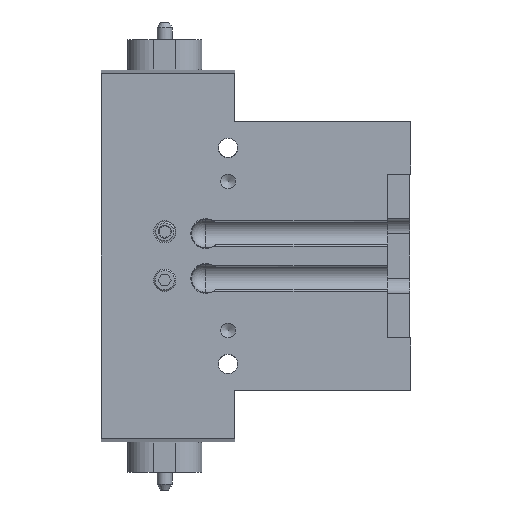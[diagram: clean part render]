
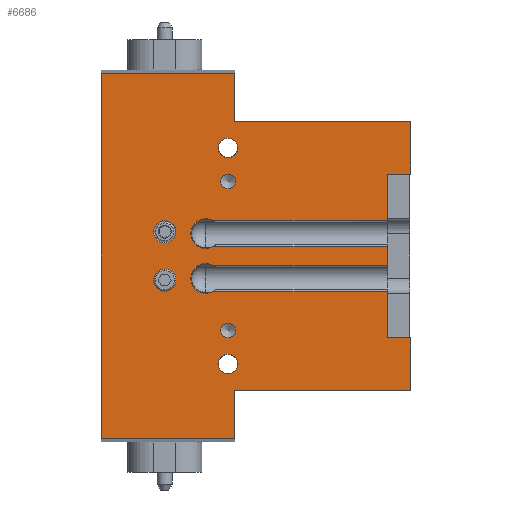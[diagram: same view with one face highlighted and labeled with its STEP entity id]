
A CAD part, left-side view. The second image highlights one B-rep face of the part: STEP entity #6686.
In plain terms, the highlighted planar face has unit normal (-1, 0, 0).
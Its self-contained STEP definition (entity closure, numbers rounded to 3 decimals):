
#347=CIRCLE('',#7092,1.5);
#348=CIRCLE('',#7093,1.5);
#349=CIRCLE('',#7094,1.);
#350=CIRCLE('',#7095,1.);
#351=CIRCLE('',#7096,1.3);
#352=CIRCLE('',#7097,1.3);
#353=CIRCLE('',#7098,2.);
#354=CIRCLE('',#7099,2.);
#784=ORIENTED_EDGE('',*,*,#2053,.F.);
#785=ORIENTED_EDGE('',*,*,#2054,.F.);
#786=ORIENTED_EDGE('',*,*,#2055,.F.);
#787=ORIENTED_EDGE('',*,*,#2056,.F.);
#788=ORIENTED_EDGE('',*,*,#2057,.F.);
#789=ORIENTED_EDGE('',*,*,#2058,.F.);
#790=ORIENTED_EDGE('',*,*,#1906,.T.);
#791=ORIENTED_EDGE('',*,*,#2059,.T.);
#792=ORIENTED_EDGE('',*,*,#2060,.T.);
#793=ORIENTED_EDGE('',*,*,#1978,.F.);
#794=ORIENTED_EDGE('',*,*,#2061,.F.);
#795=ORIENTED_EDGE('',*,*,#1947,.T.);
#796=ORIENTED_EDGE('',*,*,#2062,.T.);
#797=ORIENTED_EDGE('',*,*,#1909,.F.);
#798=ORIENTED_EDGE('',*,*,#2063,.F.);
#799=ORIENTED_EDGE('',*,*,#1943,.T.);
#800=ORIENTED_EDGE('',*,*,#2064,.T.);
#801=ORIENTED_EDGE('',*,*,#2065,.T.);
#802=ORIENTED_EDGE('',*,*,#1897,.T.);
#803=ORIENTED_EDGE('',*,*,#2066,.F.);
#804=ORIENTED_EDGE('',*,*,#2067,.T.);
#805=ORIENTED_EDGE('',*,*,#1812,.F.);
#806=ORIENTED_EDGE('',*,*,#2068,.F.);
#807=ORIENTED_EDGE('',*,*,#1822,.T.);
#808=ORIENTED_EDGE('',*,*,#2069,.T.);
#809=ORIENTED_EDGE('',*,*,#2070,.T.);
#1812=EDGE_CURVE('',#2463,#2460,#2935,.T.);
#1822=EDGE_CURVE('',#2474,#2473,#2938,.T.);
#1897=EDGE_CURVE('',#2537,#2543,#2976,.T.);
#1906=EDGE_CURVE('',#2553,#2552,#2979,.T.);
#1909=EDGE_CURVE('',#2555,#2556,#2982,.T.);
#1943=EDGE_CURVE('',#2582,#2581,#3005,.T.);
#1947=EDGE_CURVE('',#2586,#2585,#3007,.T.);
#1978=EDGE_CURVE('',#2609,#2610,#3029,.T.);
#2053=EDGE_CURVE('',#2667,#2667,#347,.F.);
#2054=EDGE_CURVE('',#2668,#2668,#348,.T.);
#2055=EDGE_CURVE('',#2669,#2669,#349,.T.);
#2056=EDGE_CURVE('',#2670,#2670,#350,.T.);
#2057=EDGE_CURVE('',#2671,#2671,#351,.T.);
#2058=EDGE_CURVE('',#2672,#2672,#352,.T.);
#2059=EDGE_CURVE('',#2552,#2673,#3078,.T.);
#2060=EDGE_CURVE('',#2673,#2610,#3079,.T.);
#2061=EDGE_CURVE('',#2586,#2609,#353,.T.);
#2062=EDGE_CURVE('',#2585,#2556,#3080,.T.);
#2063=EDGE_CURVE('',#2582,#2555,#354,.T.);
#2064=EDGE_CURVE('',#2581,#2674,#3081,.T.);
#2065=EDGE_CURVE('',#2674,#2537,#3082,.T.);
#2066=EDGE_CURVE('',#2675,#2543,#3083,.T.);
#2067=EDGE_CURVE('',#2675,#2460,#3084,.T.);
#2068=EDGE_CURVE('',#2474,#2463,#3085,.T.);
#2069=EDGE_CURVE('',#2473,#2676,#3086,.T.);
#2070=EDGE_CURVE('',#2676,#2553,#3087,.T.);
#2460=VERTEX_POINT('',#9019);
#2463=VERTEX_POINT('',#9024);
#2473=VERTEX_POINT('',#9061);
#2474=VERTEX_POINT('',#9063);
#2537=VERTEX_POINT('',#9262);
#2543=VERTEX_POINT('',#9274);
#2552=VERTEX_POINT('',#9293);
#2553=VERTEX_POINT('',#9295);
#2555=VERTEX_POINT('',#9301);
#2556=VERTEX_POINT('',#9302);
#2581=VERTEX_POINT('',#9389);
#2582=VERTEX_POINT('',#9391);
#2585=VERTEX_POINT('',#9402);
#2586=VERTEX_POINT('',#9404);
#2609=VERTEX_POINT('',#9487);
#2610=VERTEX_POINT('',#9488);
#2667=VERTEX_POINT('',#9693);
#2668=VERTEX_POINT('',#9695);
#2669=VERTEX_POINT('',#9697);
#2670=VERTEX_POINT('',#9699);
#2671=VERTEX_POINT('',#9701);
#2672=VERTEX_POINT('',#9703);
#2673=VERTEX_POINT('',#9705);
#2674=VERTEX_POINT('',#9711);
#2675=VERTEX_POINT('',#9714);
#2676=VERTEX_POINT('',#9718);
#2935=LINE('',#9025,#3327);
#2938=LINE('',#9062,#3330);
#2976=LINE('',#9275,#3368);
#2979=LINE('',#9294,#3371);
#2982=LINE('',#9300,#3374);
#3005=LINE('',#9390,#3397);
#3007=LINE('',#9403,#3399);
#3029=LINE('',#9486,#3421);
#3078=LINE('',#9704,#3470);
#3079=LINE('',#9706,#3471);
#3080=LINE('',#9708,#3472);
#3081=LINE('',#9710,#3473);
#3082=LINE('',#9712,#3474);
#3083=LINE('',#9713,#3475);
#3084=LINE('',#9715,#3476);
#3085=LINE('',#9716,#3477);
#3086=LINE('',#9717,#3478);
#3087=LINE('',#9719,#3479);
#3327=VECTOR('',#7536,1000.);
#3330=VECTOR('',#7547,1000.);
#3368=VECTOR('',#7667,1000.);
#3371=VECTOR('',#7684,1000.);
#3374=VECTOR('',#7689,1000.);
#3397=VECTOR('',#7742,1000.);
#3399=VECTOR('',#7748,1000.);
#3421=VECTOR('',#7796,1000.);
#3470=VECTOR('',#7925,1000.);
#3471=VECTOR('',#7926,1000.);
#3472=VECTOR('',#7929,1000.);
#3473=VECTOR('',#7932,1000.);
#3474=VECTOR('',#7933,1000.);
#3475=VECTOR('',#7934,1000.);
#3476=VECTOR('',#7935,1000.);
#3477=VECTOR('',#7936,1000.);
#3478=VECTOR('',#7937,1000.);
#3479=VECTOR('',#7938,1000.);
#3791=EDGE_LOOP('',(#784));
#3792=EDGE_LOOP('',(#785));
#3793=EDGE_LOOP('',(#786));
#3794=EDGE_LOOP('',(#787));
#3795=EDGE_LOOP('',(#788));
#3796=EDGE_LOOP('',(#789));
#3797=EDGE_LOOP('',(#790,#791,#792,#793,#794,#795,#796,#797,#798,#799,#800,
#801,#802,#803,#804,#805,#806,#807,#808,#809));
#4251=FACE_BOUND('',#3791,.T.);
#4252=FACE_BOUND('',#3792,.T.);
#4253=FACE_BOUND('',#3793,.T.);
#4254=FACE_BOUND('',#3794,.T.);
#4255=FACE_BOUND('',#3795,.T.);
#4256=FACE_BOUND('',#3796,.T.);
#4257=FACE_BOUND('',#3797,.T.);
#4668=PLANE('',#7091);
#6686=ADVANCED_FACE('',(#4251,#4252,#4253,#4254,#4255,#4256,#4257),#4668,
 .F.);
#7091=AXIS2_PLACEMENT_3D('',#9691,#7911,#7912);
#7092=AXIS2_PLACEMENT_3D('',#9692,#7913,#7914);
#7093=AXIS2_PLACEMENT_3D('',#9694,#7915,#7916);
#7094=AXIS2_PLACEMENT_3D('',#9696,#7917,#7918);
#7095=AXIS2_PLACEMENT_3D('',#9698,#7919,#7920);
#7096=AXIS2_PLACEMENT_3D('',#9700,#7921,#7922);
#7097=AXIS2_PLACEMENT_3D('',#9702,#7923,#7924);
#7098=AXIS2_PLACEMENT_3D('',#9707,#7927,#7928);
#7099=AXIS2_PLACEMENT_3D('',#9709,#7930,#7931);
#7536=DIRECTION('',(0.,-1.,0.));
#7547=DIRECTION('',(0.,-1.,0.));
#7667=DIRECTION('',(0.,0.,1.));
#7684=DIRECTION('',(0.,0.,1.));
#7689=DIRECTION('',(0.,-1.,0.));
#7742=DIRECTION('',(0.,-1.,0.));
#7748=DIRECTION('',(0.,-1.,0.));
#7796=DIRECTION('',(0.,-1.,0.));
#7911=DIRECTION('',(1.,0.,0.));
#7912=DIRECTION('',(0.,0.,-1.));
#7913=DIRECTION('',(1.,0.,0.));
#7914=DIRECTION('',(0.,0.,-1.));
#7915=DIRECTION('',(-1.,0.,0.));
#7916=DIRECTION('',(0.,0.,1.));
#7917=DIRECTION('',(-1.,0.,0.));
#7918=DIRECTION('',(0.,0.,1.));
#7919=DIRECTION('',(-1.,0.,0.));
#7920=DIRECTION('',(0.,0.,1.));
#7921=DIRECTION('',(-1.,0.,0.));
#7922=DIRECTION('',(0.,0.,1.));
#7923=DIRECTION('',(-1.,0.,0.));
#7924=DIRECTION('',(0.,0.,1.));
#7925=DIRECTION('',(0.,1.,0.));
#7926=DIRECTION('',(0.,0.,1.));
#7927=DIRECTION('',(-1.,0.,0.));
#7928=DIRECTION('',(0.,0.,1.));
#7929=DIRECTION('',(0.,0.,1.));
#7930=DIRECTION('',(-1.,0.,0.));
#7931=DIRECTION('',(0.,0.,1.));
#7932=DIRECTION('',(0.,0.,1.));
#7933=DIRECTION('',(0.,-1.,0.));
#7934=DIRECTION('',(0.,-1.,0.));
#7935=DIRECTION('',(0.,0.,1.));
#7936=DIRECTION('',(0.,0.,1.));
#7937=DIRECTION('',(0.,0.,1.));
#7938=DIRECTION('',(0.,-1.,0.));
#9019=CARTESIAN_POINT('',(-12.,23.6,24.485));
#9024=CARTESIAN_POINT('',(-12.,41.5,24.485));
#9025=CARTESIAN_POINT('',(-12.,41.5,24.485));
#9061=CARTESIAN_POINT('',(-12.,23.6,-24.485));
#9062=CARTESIAN_POINT('',(-12.,41.5,-24.485));
#9063=CARTESIAN_POINT('',(-12.,41.5,-24.485));
#9262=CARTESIAN_POINT('',(-12.,0.,11.));
#9274=CARTESIAN_POINT('',(-12.,0.,18.));
#9275=CARTESIAN_POINT('',(-12.,0.,-24.485));
#9293=CARTESIAN_POINT('',(-12.,0.,-11.));
#9294=CARTESIAN_POINT('',(-12.,0.,-24.485));
#9295=CARTESIAN_POINT('',(-12.,0.,-18.));
#9300=CARTESIAN_POINT('',(-12.,27.5,1.3));
#9301=CARTESIAN_POINT('',(-12.,26.446,1.3));
#9302=CARTESIAN_POINT('',(-12.,3.1,1.3));
#9389=CARTESIAN_POINT('',(-12.,3.1,4.7));
#9390=CARTESIAN_POINT('',(-12.,27.5,4.7));
#9391=CARTESIAN_POINT('',(-12.,26.446,4.7));
#9402=CARTESIAN_POINT('',(-12.,3.1,-1.3));
#9403=CARTESIAN_POINT('',(-12.,27.5,-1.3));
#9404=CARTESIAN_POINT('',(-12.,26.446,-1.3));
#9486=CARTESIAN_POINT('',(-12.,27.5,-4.7));
#9487=CARTESIAN_POINT('',(-12.,26.446,-4.7));
#9488=CARTESIAN_POINT('',(-12.,3.1,-4.7));
#9691=CARTESIAN_POINT('',(-12.,41.5,-24.485));
#9692=CARTESIAN_POINT('',(-12.,33.,-3.25));
#9693=CARTESIAN_POINT('',(-12.,33.,-4.75));
#9694=CARTESIAN_POINT('',(-12.,33.,3.25));
#9695=CARTESIAN_POINT('',(-12.,33.,4.75));
#9696=CARTESIAN_POINT('',(-12.,24.5,10.));
#9697=CARTESIAN_POINT('',(-12.,24.5,11.));
#9698=CARTESIAN_POINT('',(-12.,24.5,-10.));
#9699=CARTESIAN_POINT('',(-12.,24.5,-9.));
#9700=CARTESIAN_POINT('',(-12.,24.5,14.5));
#9701=CARTESIAN_POINT('',(-12.,24.5,15.8));
#9702=CARTESIAN_POINT('',(-12.,24.5,-14.5));
#9703=CARTESIAN_POINT('',(-12.,24.5,-13.2));
#9704=CARTESIAN_POINT('',(-12.,41.5,-11.));
#9705=CARTESIAN_POINT('',(-12.,3.1,-11.));
#9706=CARTESIAN_POINT('',(-12.,3.1,-24.485));
#9707=CARTESIAN_POINT('',(-12.,27.5,-3.));
#9708=CARTESIAN_POINT('',(-12.,3.1,-24.485));
#9709=CARTESIAN_POINT('',(-12.,27.5,3.));
#9710=CARTESIAN_POINT('',(-12.,3.1,-24.485));
#9711=CARTESIAN_POINT('',(-12.,3.1,11.));
#9712=CARTESIAN_POINT('',(-12.,41.5,11.));
#9713=CARTESIAN_POINT('',(-12.,23.6,18.));
#9714=CARTESIAN_POINT('',(-12.,23.6,18.));
#9715=CARTESIAN_POINT('',(-12.,23.6,-24.485));
#9716=CARTESIAN_POINT('',(-12.,41.5,-24.485));
#9717=CARTESIAN_POINT('',(-12.,23.6,-24.485));
#9718=CARTESIAN_POINT('',(-12.,23.6,-18.));
#9719=CARTESIAN_POINT('',(-12.,23.6,-18.));
